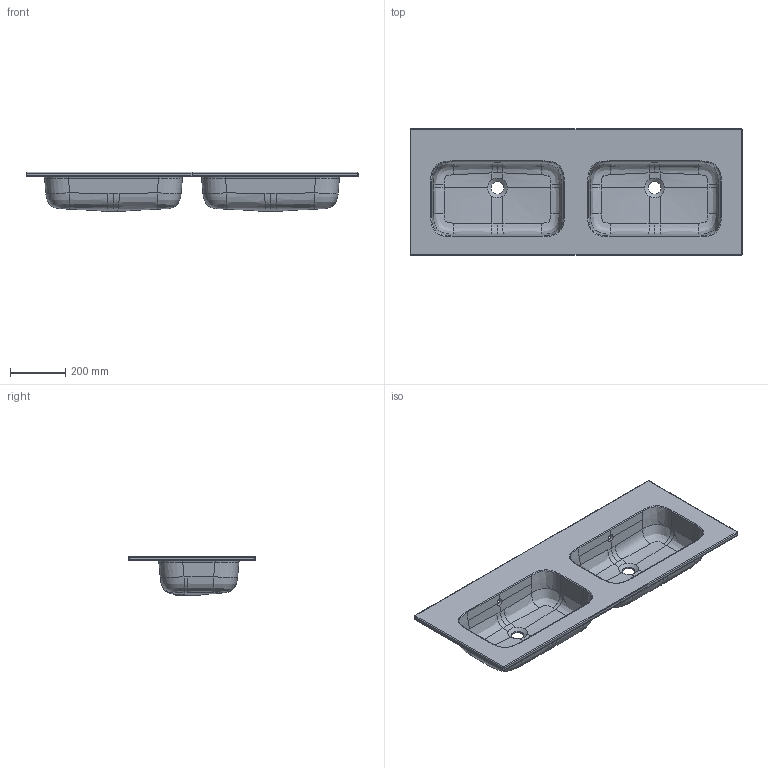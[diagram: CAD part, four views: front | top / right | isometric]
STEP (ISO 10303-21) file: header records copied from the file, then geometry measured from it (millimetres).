
FILE_DESCRIPTION(/* description */ (''),/* implementation_level */ '2;1');
FILE_NAME(/* name */ '6983_3d.stp',/* time_stamp */ '2011-09-14T10:11:22+02:00',/* author */ (''),/* organization */ (''),/* preprocessor_version */ 'ST-DEVELOPER v11',/* originating_system */ 'SIEMENS PLM Software NX 7.5',/* authorisation */ '');
FILE_SCHEMA (('AUTOMOTIVE_DESIGN { 1 0 10303 214 1 1 1 1 }'));
Products named in the file (1): FabrCC5Ci2yu
Bounding box: 1205 x 460 x 143 mm (x, y, z)
Volume: 10006987.2 mm3; surface area: 1667791.6 mm2
Topology: 1 solids, 1 shells, 227 faces, 546 edges, 320 vertices
Faces by surface type: bspline 136, plane 37, cylinder 36, extrusion 6, torus 6, sphere 4, cone 2
Full cylindrical faces by diameter (mm): 25 x2, 35 x6, 46.029 x2
Entity records: 71592 total; most frequent: CARTESIAN_POINT 67673, ORIENTED_EDGE 1048, EDGE_CURVE 524, DIRECTION 410, VERTEX_POINT 318, B_SPLINE_CURVE_WITH_KNOTS 299, EDGE_LOOP 254, ADVANCED_FACE 227
